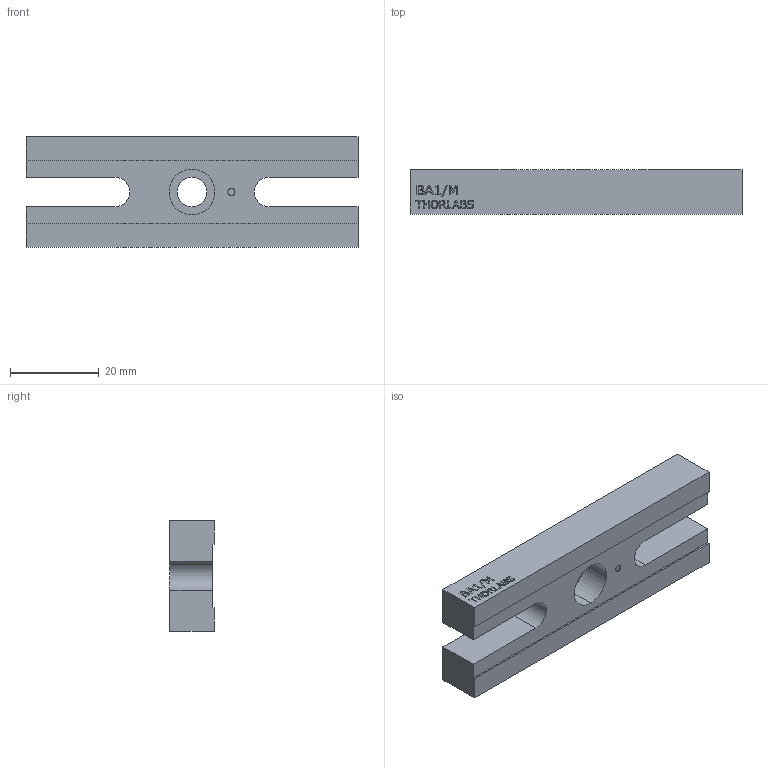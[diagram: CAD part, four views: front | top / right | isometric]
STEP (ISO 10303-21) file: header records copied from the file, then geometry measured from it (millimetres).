
FILE_DESCRIPTION (( 'STEP AP214' ), '1' );
FILE_NAME ('19225-E0W.STEP', '2009-03-10T12:35:43', ( '' ), ( '' ), 'SwSTEP 2.0', 'SolidWorks 2007', '' );
FILE_SCHEMA (( 'AUTOMOTIVE_DESIGN' ));
Length unit declared in the file: millimetre
Products named in the file (1): 19225-E0W
Bounding box: 75 x 10 x 24.99 mm (x, y, z)
Volume: 14719.7 mm3; surface area: 6243 mm2
Topology: 1 solids, 1 shells, 221 faces, 588 edges, 392 vertices
Faces by surface type: plane 149, bspline 64, cylinder 8
Entity records: 11796 total; most frequent: CARTESIAN_POINT 4250, ORIENTED_EDGE 1176, DIRECTION 792, EDGE_CURVE 588, LINE 444, VECTOR 444, VERTEX_POINT 392, EDGE_LOOP 246
